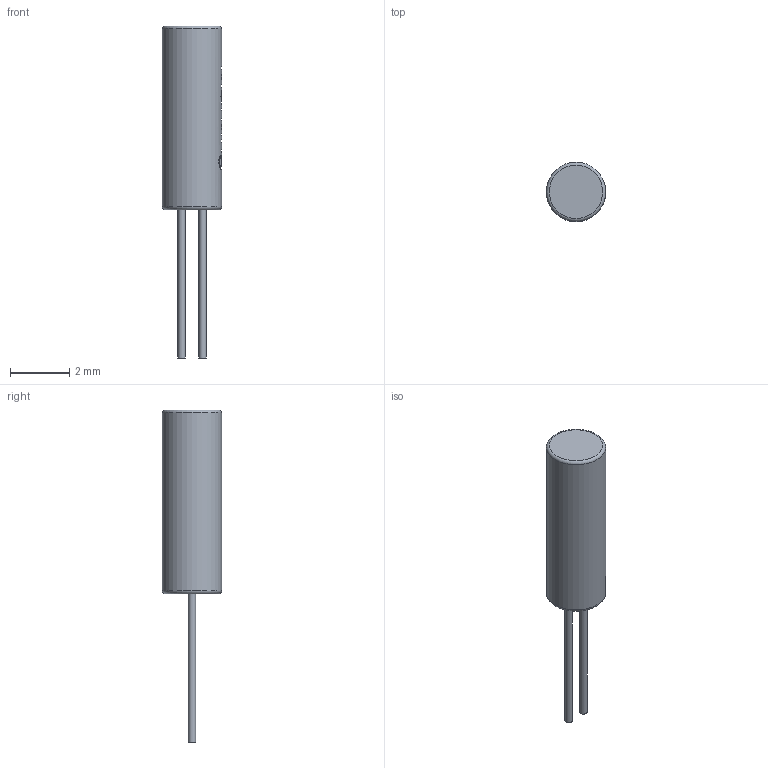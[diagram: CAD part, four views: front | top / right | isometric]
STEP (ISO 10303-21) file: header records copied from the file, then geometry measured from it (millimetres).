
FILE_DESCRIPTION(/* description */ ('Unknown'),/* implementation_level */ '2;1');
FILE_NAME(/* name */ 'Frq_XTAL_2x6',/* time_stamp */ '2018-08-20T10:31:18+02:00',/* author */ ('Unknown'),/* organization */ ('Unknown'),/* preprocessor_version */ 'ST-DEVELOPER v16.7',/* originating_system */ 'DEX',/* authorisation */ $);
FILE_SCHEMA (('AUTOMOTIVE_DESIGN {1 0 10303 214 3 1 1}'));
Length unit declared in the file: millimetre
Products named in the file (1): 2x6
Bounding box: 2 x 2 x 11.2 mm (x, y, z)
Surface area: 54.3 mm2 (no closed solid volume)
Topology: 0 solids, 1 shells, 86 faces, 238 edges, 158 vertices
Faces by surface type: plane 40, bspline 26, cylinder 18, torus 2
Full cylindrical faces by diameter (mm): 0.25 x2, 1.8 x1, 2 x1
Entity records: 3937 total; most frequent: CARTESIAN_POINT 1572, ORIENTED_EDGE 388, DIRECTION 293, EDGE_CURVE 194, VERTEX_POINT 133, EDGE_LOOP 101, FACE_BOUND 101, AXIS2_PLACEMENT_3D 98
